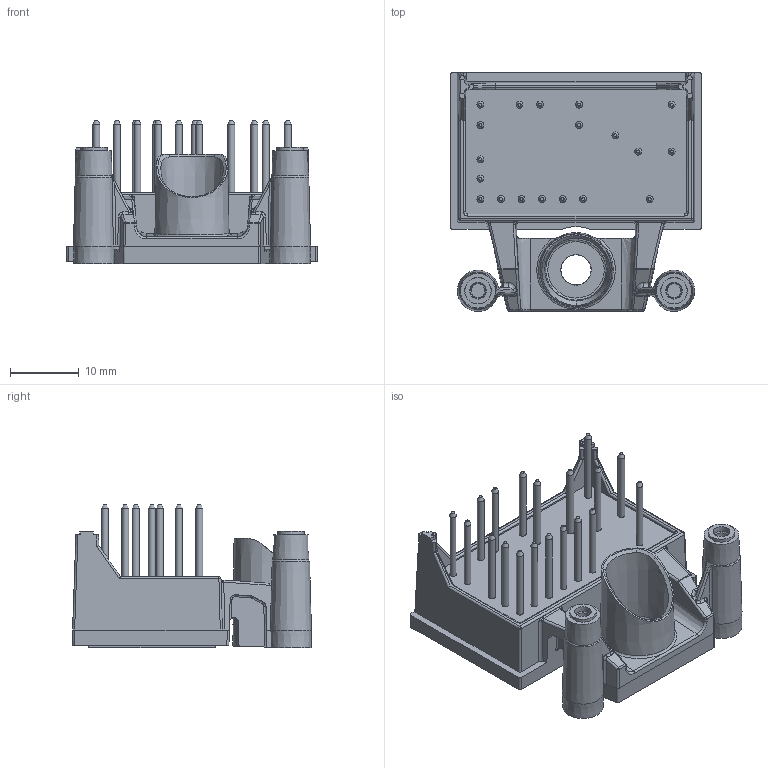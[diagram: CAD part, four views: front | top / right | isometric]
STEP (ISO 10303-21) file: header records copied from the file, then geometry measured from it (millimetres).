
FILE_DESCRIPTION( ( 'Unknown' ), '1' );
FILE_NAME( 'Flow0B-2T17W-L020(190)-01-OL.stp', 'Unknown', ( 'Unknown' ), ( 'Unknown' ), 'PSStep 17.0.49', 'Unknown', ' ' );
FILE_SCHEMA( ( 'AUTOMOTIVE_DESIGN { 1 0 10303 214 1 1 1 1 }' ) );
Length unit declared in the file: millimetre
Products named in the file (1): 1
Bounding box: 36.6 x 34.85 x 20.98 mm (x, y, z)
Volume: 9461.4 mm3; surface area: 6372.2 mm2
Topology: 1 solids, 1 shells, 449 faces, 1109 edges, 693 vertices
Faces by surface type: plane 173, cylinder 151, cone 48, bspline 46, extrusion 17, sphere 10, torus 4
Full cylindrical faces by diameter (mm): 1 x19
Entity records: 21751 total; most frequent: CARTESIAN_POINT 7930, DIRECTION 2105, ORIENTED_EDGE 2066, EDGE_CURVE 1033, AXIS2_PLACEMENT_3D 786, VERTEX_POINT 682, EDGE_LOOP 549, VECTOR 533
